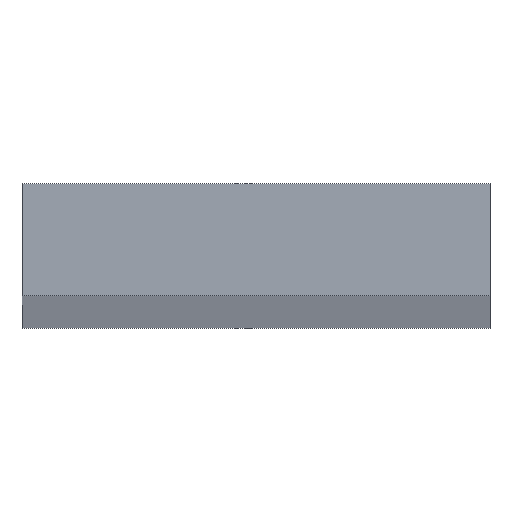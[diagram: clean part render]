
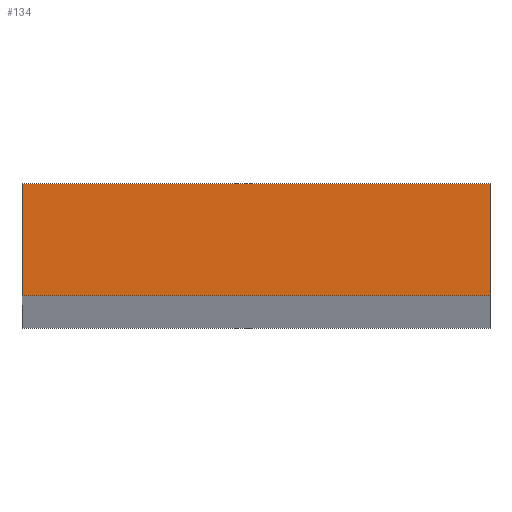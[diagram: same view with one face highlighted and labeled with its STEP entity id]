
A CAD part, top view. The second image highlights one B-rep face of the part: STEP entity #134.
In plain terms, the highlighted planar face has unit normal (0, 0, 1).
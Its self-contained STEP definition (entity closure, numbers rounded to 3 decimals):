
#9 = DIRECTION ( 'NONE',  ( -1., 0., 0. ) ) ;
#10 = CARTESIAN_POINT ( 'NONE',  ( -12.5, 3., 500. ) ) ;
#12 = LINE ( 'NONE', #17, #94 ) ;
#13 = CARTESIAN_POINT ( 'NONE',  ( -12.5, 3., 500. ) ) ;
#15 = DIRECTION ( 'NONE',  ( 0., -1., 0. ) ) ;
#17 = CARTESIAN_POINT ( 'NONE',  ( 12.5, 3., 500. ) ) ;
#18 = LINE ( 'NONE', #10, #218 ) ;
#21 = PLANE ( 'NONE',  #224 ) ;
#22 = DIRECTION ( 'NONE',  ( 0., 0., 1. ) ) ;
#23 = DIRECTION ( 'NONE',  ( 1., 0., 0. ) ) ;
#24 = LINE ( 'NONE', #13, #96 ) ;
#25 = VERTEX_POINT ( 'NONE', #59 ) ;
#32 = VERTEX_POINT ( 'NONE', #58 ) ;
#40 = CARTESIAN_POINT ( 'NONE',  ( 0., 0., 500. ) ) ;
#41 = VERTEX_POINT ( 'NONE', #57 ) ;
#45 = CARTESIAN_POINT ( 'NONE',  ( 12.5, -3., 500. ) ) ;
#57 = CARTESIAN_POINT ( 'NONE',  ( -12.5, 3., 500. ) ) ;
#58 = CARTESIAN_POINT ( 'NONE',  ( 12.5, 3., 500. ) ) ;
#59 = CARTESIAN_POINT ( 'NONE',  ( -12.5, -3., 500. ) ) ;
#66 = ORIENTED_EDGE ( 'NONE', *, *, #138, .T. ) ;
#68 = ORIENTED_EDGE ( 'NONE', *, *, #139, .T. ) ;
#69 = ORIENTED_EDGE ( 'NONE', *, *, #140, .T. ) ;
#71 = ORIENTED_EDGE ( 'NONE', *, *, #133, .T. ) ;
#82 = EDGE_LOOP ( 'NONE', ( #66, #69, #68, #71 ) ) ;
#94 = VECTOR ( 'NONE', #155, 1000. ) ;
#96 = VECTOR ( 'NONE', #15, 1000. ) ;
#97 = VECTOR ( 'NONE', #158, 1000. ) ;
#127 = VERTEX_POINT ( 'NONE', #45 ) ;
#133 = EDGE_CURVE ( 'NONE', #32, #41, #18, .T. ) ;
#134 = ADVANCED_FACE ( 'NONE', ( #228 ), #21, .T. ) ;
#138 = EDGE_CURVE ( 'NONE', #41, #25, #24, .T. ) ;
#139 = EDGE_CURVE ( 'NONE', #127, #32, #12, .T. ) ;
#140 = EDGE_CURVE ( 'NONE', #25, #127, #156, .T. ) ;
#155 = DIRECTION ( 'NONE',  ( 0., 1., 0. ) ) ;
#156 = LINE ( 'NONE', #157, #97 ) ;
#157 = CARTESIAN_POINT ( 'NONE',  ( -12.5, -3., 500. ) ) ;
#158 = DIRECTION ( 'NONE',  ( 1., 0., 0. ) ) ;
#218 = VECTOR ( 'NONE', #9, 1000. ) ;
#224 = AXIS2_PLACEMENT_3D ( 'NONE', #40, #22, #23 ) ;
#228 = FACE_OUTER_BOUND ( 'NONE', #82, .T. ) ;
